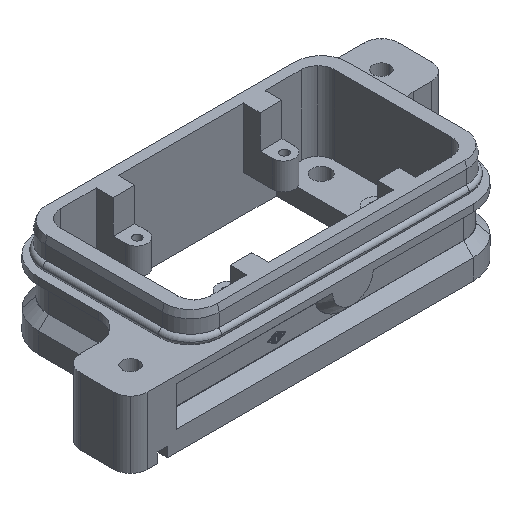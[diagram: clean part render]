
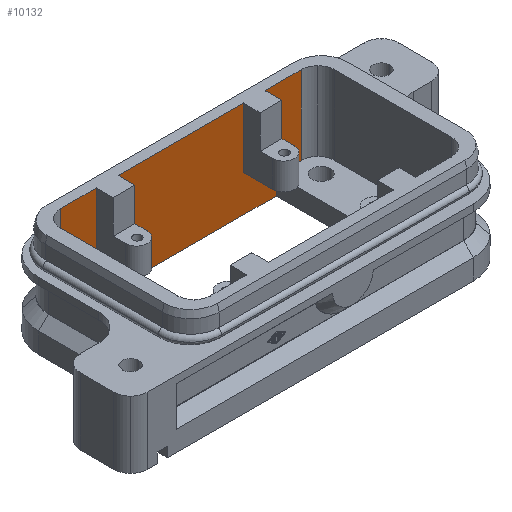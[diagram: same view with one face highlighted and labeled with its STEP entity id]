
A CAD part, isometric view. The second image highlights one B-rep face of the part: STEP entity #10132.
In plain terms, the highlighted planar face has unit normal (0, -1, 0).
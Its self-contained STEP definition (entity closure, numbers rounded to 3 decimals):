
#1303=CARTESIAN_POINT('',(-36.0,22.5,5.5));
#1304=VERTEX_POINT('',#1303);
#1312=CARTESIAN_POINT('',(-36.0,22.5,29.));
#1313=VERTEX_POINT('',#1312);
#1314=CARTESIAN_POINT('',(-36.0,22.5,5.5));
#1315=DIRECTION('',(0.0,0.0,1.0));
#1316=VECTOR('',#1315,23.5);
#1317=LINE('',#1314,#1316);
#1318=EDGE_CURVE('',#1304,#1313,#1317,.T.);
#7511=CARTESIAN_POINT('',(-18.75,22.5,11.0));
#7512=VERTEX_POINT('',#7511);
#7528=CARTESIAN_POINT('',(-25.25,22.5,11.0));
#7529=VERTEX_POINT('',#7528);
#7536=CARTESIAN_POINT('',(-25.25,22.5,11.0));
#7537=DIRECTION('',(1.0,0.0,0.0));
#7538=VECTOR('',#7537,6.5);
#7539=LINE('',#7536,#7538);
#7540=EDGE_CURVE('',#7529,#7512,#7539,.T.);
#7579=CARTESIAN_POINT('',(-25.25,22.5,29.));
#7580=VERTEX_POINT('',#7579);
#7587=CARTESIAN_POINT('',(-25.25,22.5,11.0));
#7588=DIRECTION('',(0.0,0.0,1.0));
#7589=VECTOR('',#7588,18.);
#7590=LINE('',#7587,#7589);
#7591=EDGE_CURVE('',#7529,#7580,#7590,.T.);
#7681=CARTESIAN_POINT('',(-28.5,22.5,0.0));
#7682=VERTEX_POINT('',#7681);
#7683=CARTESIAN_POINT('',(28.5,22.5,0.0));
#7684=VERTEX_POINT('',#7683);
#7685=CARTESIAN_POINT('',(-28.5,22.5,0.0));
#7686=DIRECTION('',(1.0,0.0,0.0));
#7687=VECTOR('',#7686,57.0);
#7688=LINE('',#7685,#7687);
#7689=EDGE_CURVE('',#7682,#7684,#7688,.T.);
#7801=CARTESIAN_POINT('',(-28.5,22.5,5.5));
#7802=VERTEX_POINT('',#7801);
#7809=CARTESIAN_POINT('',(-36.0,22.5,5.5));
#7810=DIRECTION('',(1.0,0.0,0.0));
#7811=VECTOR('',#7810,7.5);
#7812=LINE('',#7809,#7811);
#7813=EDGE_CURVE('',#1304,#7802,#7812,.T.);
#7844=CARTESIAN_POINT('',(-28.5,22.5,5.5));
#7845=DIRECTION('',(0.0,0.0,-1.0));
#7846=VECTOR('',#7845,5.5);
#7847=LINE('',#7844,#7846);
#7848=EDGE_CURVE('',#7802,#7682,#7847,.T.);
#8147=CARTESIAN_POINT('',(-18.75,22.5,29.));
#8148=VERTEX_POINT('',#8147);
#8155=CARTESIAN_POINT('',(18.75,22.5,29.));
#8156=VERTEX_POINT('',#8155);
#8157=CARTESIAN_POINT('',(18.75,22.5,29.));
#8158=DIRECTION('',(-1.0,0.0,0.0));
#8159=VECTOR('',#8158,37.5);
#8160=LINE('',#8157,#8159);
#8161=EDGE_CURVE('',#8156,#8148,#8160,.T.);
#8179=CARTESIAN_POINT('',(25.25,22.5,29.));
#8180=VERTEX_POINT('',#8179);
#8187=CARTESIAN_POINT('',(36.,22.5,29.));
#8188=VERTEX_POINT('',#8187);
#8189=CARTESIAN_POINT('',(36.,22.5,29.));
#8190=DIRECTION('',(-1.0,0.0,0.0));
#8191=VECTOR('',#8190,10.75);
#8192=LINE('',#8189,#8191);
#8193=EDGE_CURVE('',#8188,#8180,#8192,.T.);
#8276=CARTESIAN_POINT('',(-25.25,22.5,29.));
#8277=DIRECTION('',(-1.0,0.0,0.0));
#8278=VECTOR('',#8277,10.75);
#8279=LINE('',#8276,#8278);
#8280=EDGE_CURVE('',#7580,#1313,#8279,.T.);
#8432=CARTESIAN_POINT('',(-18.75,22.5,11.0));
#8433=DIRECTION('',(0.0,0.0,1.0));
#8434=VECTOR('',#8433,18.);
#8435=LINE('',#8432,#8434);
#8436=EDGE_CURVE('',#7512,#8148,#8435,.T.);
#9876=CARTESIAN_POINT('',(25.25,22.5,11.0));
#9877=VERTEX_POINT('',#9876);
#9893=CARTESIAN_POINT('',(18.75,22.5,11.0));
#9894=VERTEX_POINT('',#9893);
#9901=CARTESIAN_POINT('',(18.75,22.5,11.0));
#9902=DIRECTION('',(1.0,0.0,0.0));
#9903=VECTOR('',#9902,6.5);
#9904=LINE('',#9901,#9903);
#9905=EDGE_CURVE('',#9894,#9877,#9904,.T.);
#10012=CARTESIAN_POINT('',(18.75,22.5,11.0));
#10013=DIRECTION('',(0.0,0.0,1.0));
#10014=VECTOR('',#10013,18.);
#10015=LINE('',#10012,#10014);
#10016=EDGE_CURVE('',#9894,#8156,#10015,.T.);
#10042=CARTESIAN_POINT('',(36.,22.5,5.5));
#10043=VERTEX_POINT('',#10042);
#10051=CARTESIAN_POINT('',(28.5,22.5,5.5));
#10052=VERTEX_POINT('',#10051);
#10053=CARTESIAN_POINT('',(28.5,22.5,5.5));
#10054=DIRECTION('',(1.0,0.0,0.0));
#10055=VECTOR('',#10054,7.5);
#10056=LINE('',#10053,#10055);
#10057=EDGE_CURVE('',#10052,#10043,#10056,.T.);
#10088=CARTESIAN_POINT('',(28.5,22.5,0.0));
#10089=DIRECTION('',(0.0,0.0,1.0));
#10090=VECTOR('',#10089,5.5);
#10091=LINE('',#10088,#10090);
#10092=EDGE_CURVE('',#7684,#10052,#10091,.T.);
#10099=CARTESIAN_POINT('',(18.75,22.5,0.0));
#10100=DIRECTION('',(0.0,-1.0,0.0));
#10101=DIRECTION('',(0.0,0.0,-1.0));
#10102=AXIS2_PLACEMENT_3D('',#10099,#10100,#10101);
#10103=PLANE('',#10102);
#10104=ORIENTED_EDGE('',*,*,#7689,.T.);
#10105=ORIENTED_EDGE('',*,*,#10092,.T.);
#10106=ORIENTED_EDGE('',*,*,#10057,.T.);
#10107=CARTESIAN_POINT('',(36.,22.5,29.));
#10108=DIRECTION('',(0.0,0.0,-1.0));
#10109=VECTOR('',#10108,23.5);
#10110=LINE('',#10107,#10109);
#10111=EDGE_CURVE('',#8188,#10043,#10110,.T.);
#10112=ORIENTED_EDGE('',*,*,#10111,.F.);
#10113=ORIENTED_EDGE('',*,*,#8193,.T.);
#10114=CARTESIAN_POINT('',(25.25,22.5,11.0));
#10115=DIRECTION('',(0.0,0.0,1.0));
#10116=VECTOR('',#10115,18.);
#10117=LINE('',#10114,#10116);
#10118=EDGE_CURVE('',#9877,#8180,#10117,.T.);
#10119=ORIENTED_EDGE('',*,*,#10118,.F.);
#10120=ORIENTED_EDGE('',*,*,#9905,.F.);
#10121=ORIENTED_EDGE('',*,*,#10016,.T.);
#10122=ORIENTED_EDGE('',*,*,#8161,.T.);
#10123=ORIENTED_EDGE('',*,*,#8436,.F.);
#10124=ORIENTED_EDGE('',*,*,#7540,.F.);
#10125=ORIENTED_EDGE('',*,*,#7591,.T.);
#10126=ORIENTED_EDGE('',*,*,#8280,.T.);
#10127=ORIENTED_EDGE('',*,*,#1318,.F.);
#10128=ORIENTED_EDGE('',*,*,#7813,.T.);
#10129=ORIENTED_EDGE('',*,*,#7848,.T.);
#10130=EDGE_LOOP('',(#10104,#10105,#10106,#10112,#10113,#10119,#10120,#10121,#10122,#10123,#10124,#10125,#10126,#10127,#10128,#10129));
#10131=FACE_OUTER_BOUND('',#10130,.T.);
#10132=ADVANCED_FACE('',(#10131),#10103,.T.);
